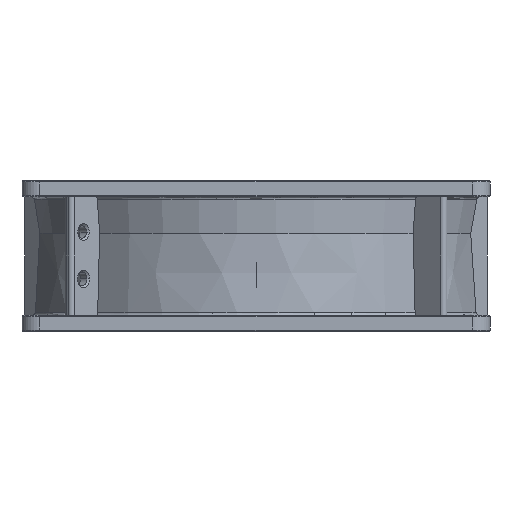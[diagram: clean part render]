
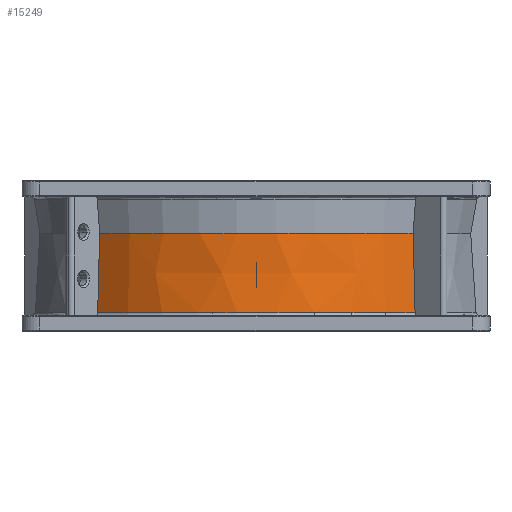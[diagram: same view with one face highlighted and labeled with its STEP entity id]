
A CAD part, front view. The second image highlights one B-rep face of the part: STEP entity #15249.
In plain terms, the highlighted conical face has half-angle 1.95 degrees and reference radius 58.521 mm.
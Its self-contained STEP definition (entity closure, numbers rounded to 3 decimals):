
#198 = AXIS2_PLACEMENT_3D ( 'NONE', #854, #28139, #692 ) ;
#692 = DIRECTION ( 'NONE',  ( -0.966, -0.259, 0. ) ) ;
#854 = CARTESIAN_POINT ( 'NONE',  ( 60.939, 60.939, -24.354 ) ) ;
#1770 = VERTEX_POINT ( 'NONE', #38934 ) ;
#2297 = CIRCLE ( 'NONE', #29802, 58.867 ) ;
#3446 = LINE ( 'NONE', #15433, #28923 ) ;
#4729 = FACE_OUTER_BOUND ( 'NONE', #25701, .T. ) ;
#7298 = CARTESIAN_POINT ( 'NONE',  ( 60.939, 60.939, -34.527 ) ) ;
#8979 = DIRECTION ( 'NONE',  ( 0.024, -0.024, -0.999 ) ) ;
#10680 = DIRECTION ( 'NONE',  ( 0., 0., -1. ) ) ;
#10686 = CARTESIAN_POINT ( 'NONE',  ( 101.228, 18.974, -14.181 ) ) ;
#11567 = ORIENTED_EDGE ( 'NONE', *, *, #19180, .F. ) ;
#11732 = CARTESIAN_POINT ( 'NONE',  ( 60.939, 60.939, -14.181 ) ) ;
#14347 = CARTESIAN_POINT ( 'NONE',  ( 20.352, 18.301, -34.527 ) ) ;
#15249 = ADVANCED_FACE ( 'NONE', ( #4729 ), #27031, .T. ) ;
#15433 = CARTESIAN_POINT ( 'NONE',  ( 20.352, 18.301, -34.527 ) ) ;
#18620 = EDGE_CURVE ( 'NONE', #23696, #1770, #29396, .T. ) ;
#19180 = EDGE_CURVE ( 'NONE', #1770, #20408, #2297, .T. ) ;
#20408 = VERTEX_POINT ( 'NONE', #14347 ) ;
#22989 = ORIENTED_EDGE ( 'NONE', *, *, #18620, .F. ) ;
#23610 = ORIENTED_EDGE ( 'NONE', *, *, #39361, .T. ) ;
#23696 = VERTEX_POINT ( 'NONE', #10686 ) ;
#25701 = EDGE_LOOP ( 'NONE', ( #11567, #22989, #23610, #27780 ) ) ;
#27031 = CONICAL_SURFACE ( 'NONE', #198, 58.521, 0.034 ) ;
#27780 = ORIENTED_EDGE ( 'NONE', *, *, #34446, .F. ) ;
#28139 = DIRECTION ( 'NONE',  ( 0., 0., -1. ) ) ;
#28923 = VECTOR ( 'NONE', #39204, 1000. ) ;
#29396 = LINE ( 'NONE', #39997, #40595 ) ;
#29802 = AXIS2_PLACEMENT_3D ( 'NONE', #7298, #10680, #34448 ) ;
#31423 = VERTEX_POINT ( 'NONE', #34252 ) ;
#32063 = DIRECTION ( 'NONE',  ( 0., 0., -1. ) ) ;
#34252 = CARTESIAN_POINT ( 'NONE',  ( 20.842, 18.791, -14.181 ) ) ;
#34446 = EDGE_CURVE ( 'NONE', #20408, #31423, #3446, .T. ) ;
#34448 = DIRECTION ( 'NONE',  ( 0.693, -0.721, 0. ) ) ;
#35498 = DIRECTION ( 'NONE',  ( 0.693, -0.721, 0. ) ) ;
#37411 = CIRCLE ( 'NONE', #40617, 58.174 ) ;
#38934 = CARTESIAN_POINT ( 'NONE',  ( 101.727, 18.492, -34.527 ) ) ;
#39204 = DIRECTION ( 'NONE',  ( 0.024, 0.024, 0.999 ) ) ;
#39361 = EDGE_CURVE ( 'NONE', #23696, #31423, #37411, .T. ) ;
#39997 = CARTESIAN_POINT ( 'NONE',  ( 101.228, 18.974, -14.181 ) ) ;
#40595 = VECTOR ( 'NONE', #8979, 1000. ) ;
#40617 = AXIS2_PLACEMENT_3D ( 'NONE', #11732, #32063, #35498 ) ;
